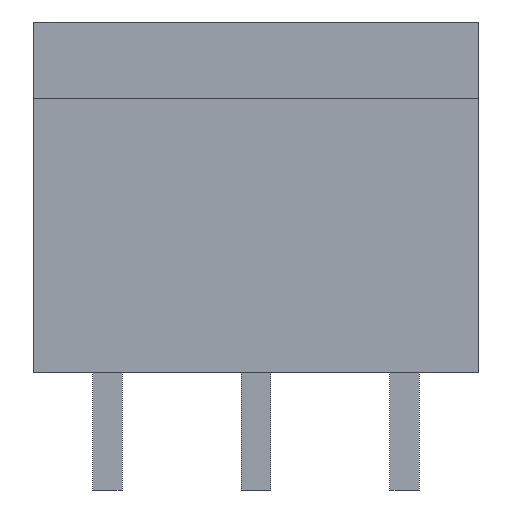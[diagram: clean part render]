
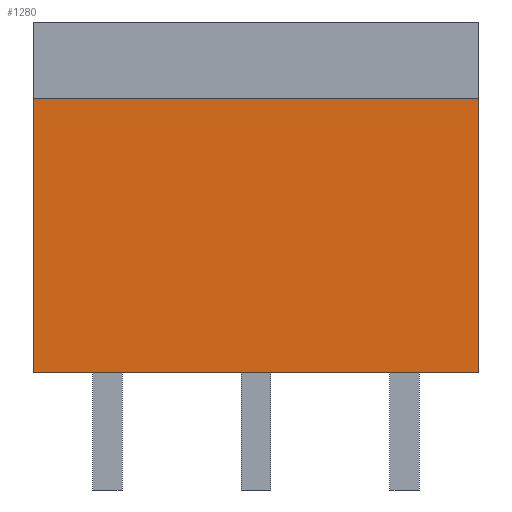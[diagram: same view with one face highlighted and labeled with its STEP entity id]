
A CAD part, front view. The second image highlights one B-rep face of the part: STEP entity #1280.
In plain terms, the highlighted planar face has unit normal (0, -1, 0).
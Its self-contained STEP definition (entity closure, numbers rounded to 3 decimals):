
#124=DIRECTION('',(0.,0.,-1.));
#125=VECTOR('',#124,9.4);
#126=CARTESIAN_POINT('',(-7.62,-3.85,-2.6));
#127=LINE('',#126,#125);
#136=DIRECTION('',(1.,0.,0.));
#137=VECTOR('',#136,15.24);
#138=CARTESIAN_POINT('',(-7.62,-3.85,-12.));
#139=LINE('',#138,#137);
#188=DIRECTION('',(1.,0.,0.));
#189=VECTOR('',#188,15.24);
#190=CARTESIAN_POINT('',(-7.62,-3.85,-2.6));
#191=LINE('',#190,#189);
#460=DIRECTION('',(0.,0.,-1.));
#461=VECTOR('',#460,9.4);
#462=CARTESIAN_POINT('',(7.62,-3.85,-2.6));
#463=LINE('',#462,#461);
#938=CARTESIAN_POINT('',(-7.62,-3.85,-2.6));
#939=VERTEX_POINT('',#938);
#940=CARTESIAN_POINT('',(-7.62,-3.85,-12.));
#941=VERTEX_POINT('',#940);
#968=CARTESIAN_POINT('',(7.62,-3.85,-2.6));
#969=VERTEX_POINT('',#968);
#970=CARTESIAN_POINT('',(7.62,-3.85,-12.));
#971=VERTEX_POINT('',#970);
#1267=CARTESIAN_POINT('',(-7.62,-3.85,-2.6));
#1268=DIRECTION('',(0.,-1.,0.));
#1269=DIRECTION('',(0.,0.,-1.));
#1270=AXIS2_PLACEMENT_3D('',#1267,#1268,#1269);
#1271=PLANE('',#1270);
#1272=ORIENTED_EDGE('',*,*,#1201,.F.);
#1274=ORIENTED_EDGE('',*,*,#1273,.T.);
#1276=ORIENTED_EDGE('',*,*,#1275,.T.);
#1277=ORIENTED_EDGE('',*,*,#1229,.F.);
#1278=EDGE_LOOP('',(#1272,#1274,#1276,#1277));
#1279=FACE_OUTER_BOUND('',#1278,.F.);
#1280=ADVANCED_FACE('',(#1279),#1271,.T.);
#1201=EDGE_CURVE('',#939,#941,#127,.T.);
#1229=EDGE_CURVE('',#941,#971,#139,.T.);
#1273=EDGE_CURVE('',#939,#969,#191,.T.);
#1275=EDGE_CURVE('',#969,#971,#463,.T.);
